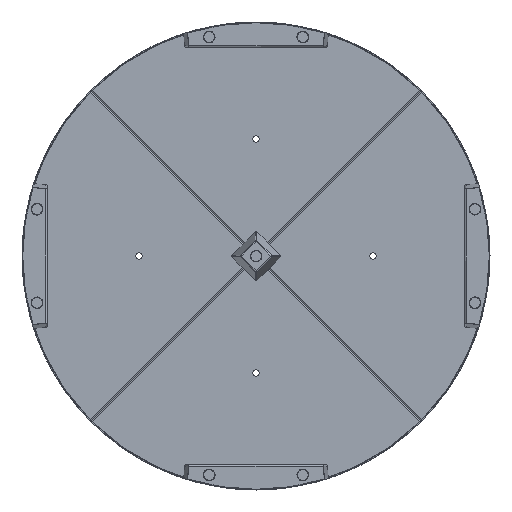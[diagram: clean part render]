
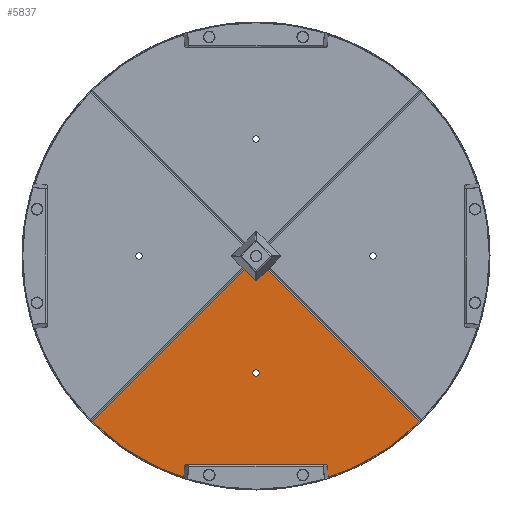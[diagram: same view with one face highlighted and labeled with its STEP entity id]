
A CAD part, front view. The second image highlights one B-rep face of the part: STEP entity #5837.
In plain terms, the highlighted planar face has unit normal (0, -1, 0).
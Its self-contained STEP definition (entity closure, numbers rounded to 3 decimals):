
#172 = CIRCLE ( 'NONE', #1756, 13.5 ) ;
#233 = DIRECTION ( 'NONE',  ( -1., 0., 0. ) ) ;
#667 = CARTESIAN_POINT ( 'NONE',  ( -353.553, -3., -353.553 ) ) ;
#781 = DIRECTION ( 'NONE',  ( 0., 0., 1. ) ) ;
#796 = VERTEX_POINT ( 'NONE', #7427 ) ;
#807 = LINE ( 'NONE', #5451, #6258 ) ;
#1492 = ORIENTED_EDGE ( 'NONE', *, *, #2103, .T. ) ;
#1711 = ORIENTED_EDGE ( 'NONE', *, *, #4711, .T. ) ;
#1729 = CARTESIAN_POINT ( 'NONE',  ( -6., -3., -997. ) ) ;
#1756 = AXIS2_PLACEMENT_3D ( 'NONE', #667, #3698, #781 ) ;
#1870 = EDGE_LOOP ( 'NONE', ( #1492, #4029 ) ) ;
#2081 = CARTESIAN_POINT ( 'NONE',  ( -353.553, -3., -353.553 ) ) ;
#2103 = EDGE_CURVE ( 'NONE', #7422, #3599, #3625, .T. ) ;
#2115 = DIRECTION ( 'NONE',  ( 0., 0., 1. ) ) ;
#2398 = AXIS2_PLACEMENT_3D ( 'NONE', #5483, #4832, #5401 ) ;
#2444 = ORIENTED_EDGE ( 'NONE', *, *, #5507, .T. ) ;
#2521 = CIRCLE ( 'NONE', #2398, 997. ) ;
#2710 = DIRECTION ( 'NONE',  ( 0., 0., -1. ) ) ;
#3081 = CARTESIAN_POINT ( 'NONE',  ( -6., -3., -996.982 ) ) ;
#3334 = FACE_BOUND ( 'NONE', #1870, .T. ) ;
#3599 = VERTEX_POINT ( 'NONE', #6922 ) ;
#3625 = CIRCLE ( 'NONE', #6423, 13.5 ) ;
#3698 = DIRECTION ( 'NONE',  ( 0., 1., 0. ) ) ;
#3821 = FACE_OUTER_BOUND ( 'NONE', #4938, .T. ) ;
#3911 = DIRECTION ( 'NONE',  ( 0., 0., 1. ) ) ;
#4029 = ORIENTED_EDGE ( 'NONE', *, *, #4980, .T. ) ;
#4245 = CARTESIAN_POINT ( 'NONE',  ( -353.553, -3., -340.053 ) ) ;
#4677 = VECTOR ( 'NONE', #3911, 1000. ) ;
#4711 = EDGE_CURVE ( 'NONE', #6303, #796, #807, .T. ) ;
#4832 = DIRECTION ( 'NONE',  ( 0., 1., 0. ) ) ;
#4938 = EDGE_LOOP ( 'NONE', ( #7075, #2444, #1711 ) ) ;
#4980 = EDGE_CURVE ( 'NONE', #3599, #7422, #172, .T. ) ;
#5401 = DIRECTION ( 'NONE',  ( 0., 0., -1. ) ) ;
#5451 = CARTESIAN_POINT ( 'NONE',  ( 0., -3., -6. ) ) ;
#5483 = CARTESIAN_POINT ( 'NONE',  ( 0., -3., 0. ) ) ;
#5507 = EDGE_CURVE ( 'NONE', #7414, #6303, #6248, .T. ) ;
#5594 = CARTESIAN_POINT ( 'NONE',  ( 0., -3., 0. ) ) ;
#5609 = DIRECTION ( 'NONE',  ( 0., 1., 0. ) ) ;
#5665 = PLANE ( 'NONE',  #6506 ) ;
#5680 = EDGE_CURVE ( 'NONE', #7414, #796, #2521, .T. ) ;
#5837 = ADVANCED_FACE ( 'NONE', ( #3334, #3821 ), #5665, .T. ) ;
#6153 = DIRECTION ( 'NONE',  ( 0., -1., 0. ) ) ;
#6248 = LINE ( 'NONE', #1729, #4677 ) ;
#6258 = VECTOR ( 'NONE', #233, 1000. ) ;
#6303 = VERTEX_POINT ( 'NONE', #7026 ) ;
#6423 = AXIS2_PLACEMENT_3D ( 'NONE', #2081, #5609, #2115 ) ;
#6506 = AXIS2_PLACEMENT_3D ( 'NONE', #5594, #6153, #2710 ) ;
#6922 = CARTESIAN_POINT ( 'NONE',  ( -353.553, -3., -367.053 ) ) ;
#7026 = CARTESIAN_POINT ( 'NONE',  ( -6., -3., -6. ) ) ;
#7075 = ORIENTED_EDGE ( 'NONE', *, *, #5680, .F. ) ;
#7414 = VERTEX_POINT ( 'NONE', #3081 ) ;
#7422 = VERTEX_POINT ( 'NONE', #4245 ) ;
#7427 = CARTESIAN_POINT ( 'NONE',  ( -996.982, -3., -6. ) ) ;
